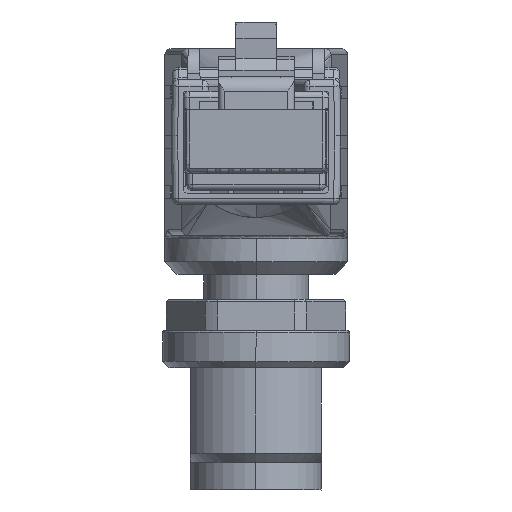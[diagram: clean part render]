
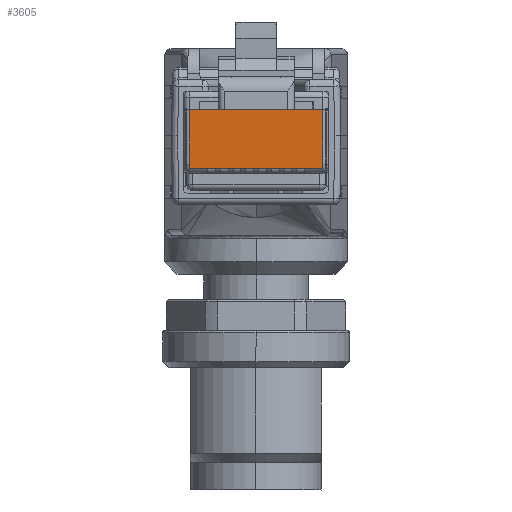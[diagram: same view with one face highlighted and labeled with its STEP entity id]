
A CAD part, front view. The second image highlights one B-rep face of the part: STEP entity #3605.
In plain terms, the highlighted planar face has unit normal (0, -0.999, -0.035).
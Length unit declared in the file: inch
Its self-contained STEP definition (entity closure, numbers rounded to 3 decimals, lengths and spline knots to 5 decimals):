
#1164 = DIRECTION ( 'NONE',  ( 0., 0.035, -0.999 ) ) ;
#1560 = EDGE_CURVE ( 'NONE', #1706, #6188, #26442, .T. ) ;
#1706 = VERTEX_POINT ( 'NONE', #4072 ) ;
#1773 = VERTEX_POINT ( 'NONE', #22230 ) ;
#2391 = VERTEX_POINT ( 'NONE', #20308 ) ;
#3605 = ADVANCED_FACE ( 'NONE', ( #10876 ), #3968, .F. ) ;
#3821 = DIRECTION ( 'NONE',  ( 0., 0.999, 0.035 ) ) ;
#3968 = PLANE ( 'NONE',  #13915 ) ;
#4072 = CARTESIAN_POINT ( 'NONE',  ( 0.21024, -0.53386, 0.10236 ) ) ;
#4674 = EDGE_CURVE ( 'NONE', #1773, #2391, #5633, .T. ) ;
#5137 = VECTOR ( 'NONE', #16415, 39.37008 ) ;
#5633 = LINE ( 'NONE', #29404, #9282 ) ;
#6188 = VERTEX_POINT ( 'NONE', #21479 ) ;
#6454 = VERTEX_POINT ( 'NONE', #9967 ) ;
#6561 = CARTESIAN_POINT ( 'NONE',  ( -0.21024, -0.52773, -0.07299 ) ) ;
#6614 = CARTESIAN_POINT ( 'NONE',  ( 0.21024, -0.52786, -0.06955 ) ) ;
#7133 = ORIENTED_EDGE ( 'NONE', *, *, #11082, .F. ) ;
#7973 = DIRECTION ( 'NONE',  ( 1., 0., 0. ) ) ;
#8439 = CARTESIAN_POINT ( 'NONE',  ( 0.21024, -0.52986, -0.01224 ) ) ;
#8669 = ORIENTED_EDGE ( 'NONE', *, *, #9537, .F. ) ;
#9111 = LINE ( 'NONE', #6614, #18379 ) ;
#9282 = VECTOR ( 'NONE', #19870, 39.37008 ) ;
#9537 = EDGE_CURVE ( 'NONE', #22918, #6454, #19871, .T. ) ;
#9967 = CARTESIAN_POINT ( 'NONE',  ( -0.12008, -0.53386, 0.10236 ) ) ;
#9994 = EDGE_LOOP ( 'NONE', ( #10410, #15120, #27431, #8669, #22583, #20829, #11523, #7133 ) ) ;
#10410 = ORIENTED_EDGE ( 'NONE', *, *, #1560, .F. ) ;
#10509 = CARTESIAN_POINT ( 'NONE',  ( 0.12008, -0.53386, 0.10236 ) ) ;
#10876 = FACE_OUTER_BOUND ( 'NONE', #9994, .T. ) ;
#10885 = DIRECTION ( 'NONE',  ( -1., 0., 0. ) ) ;
#11082 = EDGE_CURVE ( 'NONE', #6188, #13931, #9111, .T. ) ;
#11523 = ORIENTED_EDGE ( 'NONE', *, *, #12604, .F. ) ;
#12565 = VECTOR ( 'NONE', #10885, 39.37008 ) ;
#12604 = EDGE_CURVE ( 'NONE', #13931, #1773, #25299, .T. ) ;
#13177 = CARTESIAN_POINT ( 'NONE',  ( 0.21024, -0.53386, 0.10236 ) ) ;
#13291 = CARTESIAN_POINT ( 'NONE',  ( 0.12008, -0.53386, 0.10236 ) ) ;
#13395 = VECTOR ( 'NONE', #18147, 39.37008 ) ;
#13915 = AXIS2_PLACEMENT_3D ( 'NONE', #18200, #3821, #1164 ) ;
#13931 = VERTEX_POINT ( 'NONE', #29721 ) ;
#15120 = ORIENTED_EDGE ( 'NONE', *, *, #29606, .F. ) ;
#15258 = CARTESIAN_POINT ( 'NONE',  ( -0.21024, -0.53386, 0.10236 ) ) ;
#16112 = LINE ( 'NONE', #18437, #5137 ) ;
#16415 = DIRECTION ( 'NONE',  ( 1., 0., 0. ) ) ;
#17897 = VERTEX_POINT ( 'NONE', #13291 ) ;
#18147 = DIRECTION ( 'NONE',  ( 0., -0.035, 0.999 ) ) ;
#18200 = CARTESIAN_POINT ( 'NONE',  ( 0., -0.53086, 0.01641 ) ) ;
#18379 = VECTOR ( 'NONE', #25742, 39.37008 ) ;
#18437 = CARTESIAN_POINT ( 'NONE',  ( -0.12008, -0.53386, 0.10236 ) ) ;
#18605 = LINE ( 'NONE', #6561, #13395 ) ;
#19870 = DIRECTION ( 'NONE',  ( 0., -0.035, 0.999 ) ) ;
#19871 = LINE ( 'NONE', #29406, #30255 ) ;
#20308 = CARTESIAN_POINT ( 'NONE',  ( -0.21024, -0.52786, -0.06955 ) ) ;
#20751 = EDGE_CURVE ( 'NONE', #2391, #22918, #18605, .T. ) ;
#20829 = ORIENTED_EDGE ( 'NONE', *, *, #4674, .F. ) ;
#21479 = CARTESIAN_POINT ( 'NONE',  ( 0.21024, -0.52786, -0.06955 ) ) ;
#22123 = DIRECTION ( 'NONE',  ( 1., 0., 0. ) ) ;
#22230 = CARTESIAN_POINT ( 'NONE',  ( -0.21024, -0.52733, -0.08449 ) ) ;
#22583 = ORIENTED_EDGE ( 'NONE', *, *, #20751, .F. ) ;
#22635 = CARTESIAN_POINT ( 'NONE',  ( 0.21024, -0.52733, -0.08449 ) ) ;
#22918 = VERTEX_POINT ( 'NONE', #15258 ) ;
#25299 = LINE ( 'NONE', #22635, #12565 ) ;
#25742 = DIRECTION ( 'NONE',  ( 0., 0.035, -0.999 ) ) ;
#26442 = B_SPLINE_CURVE_WITH_KNOTS ( 'NONE', 3,
 ( #13177, #29889, #8439, #29571 ),
 .UNSPECIFIED., .F., .F.,
 ( 4, 4 ),
 ( 0., 1. ),
 .UNSPECIFIED. ) ;
#26792 = EDGE_CURVE ( 'NONE', #6454, #17897, #16112, .T. ) ;
#27431 = ORIENTED_EDGE ( 'NONE', *, *, #26792, .F. ) ;
#28717 = VECTOR ( 'NONE', #22123, 39.37008 ) ;
#29404 = CARTESIAN_POINT ( 'NONE',  ( -0.21024, -0.52733, -0.08449 ) ) ;
#29406 = CARTESIAN_POINT ( 'NONE',  ( -0.21024, -0.53386, 0.10236 ) ) ;
#29415 = LINE ( 'NONE', #10509, #28717 ) ;
#29571 = CARTESIAN_POINT ( 'NONE',  ( 0.21024, -0.52786, -0.06955 ) ) ;
#29606 = EDGE_CURVE ( 'NONE', #17897, #1706, #29415, .T. ) ;
#29721 = CARTESIAN_POINT ( 'NONE',  ( 0.21024, -0.52733, -0.08449 ) ) ;
#29889 = CARTESIAN_POINT ( 'NONE',  ( 0.21024, -0.53186, 0.04506 ) ) ;
#30255 = VECTOR ( 'NONE', #7973, 39.37008 ) ;
